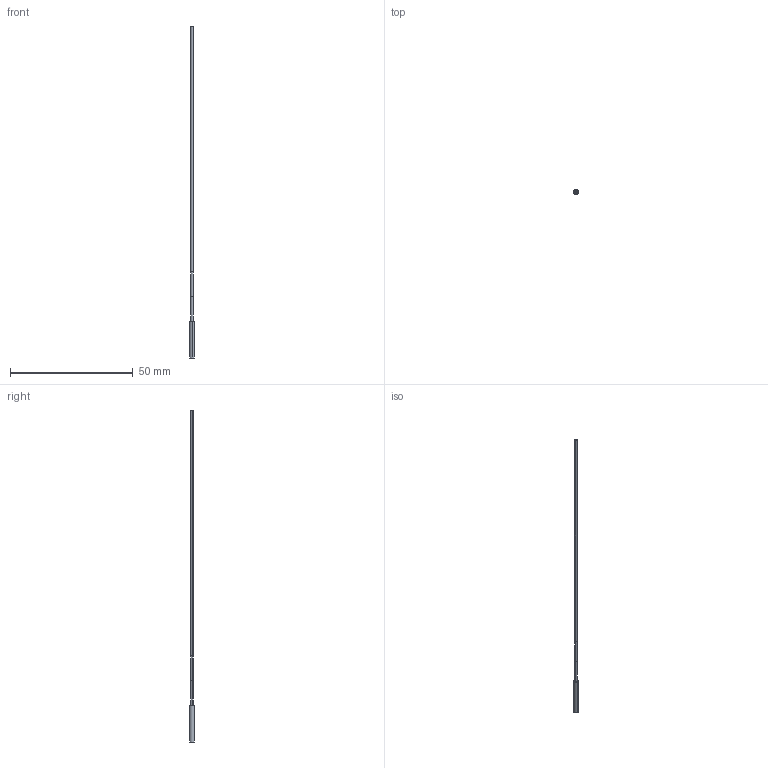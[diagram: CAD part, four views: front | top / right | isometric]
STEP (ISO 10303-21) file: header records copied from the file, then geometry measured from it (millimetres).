
FILE_DESCRIPTION((''),'2;1');
FILE_NAME('188730_ASM','2016-01-12T',('pdmadmin'),(''),'PRO/ENGINEER BY PARAMETRIC TECHNOLOGY CORPORATION, 2013230','PRO/ENGINEER BY PARAMETRIC TECHNOLOGY CORPORATION, 2013230','');
FILE_SCHEMA(('CONFIG_CONTROL_DESIGN'));
Length unit declared in the file: inch
Products named in the file (5): 39286; 30800; FIBER_CORE_010_0-25; 42821_ASM; 188730_ASM
Assembly tree (4 placements, depth 3):
  188730_ASM
    42821_ASM
      39286
      30800
      FIBER_CORE_010_0-25
Bounding box: 2.03 x 2.03 x 134.99 mm (x, y, z)
Volume: 135.3 mm3; surface area: 636.9 mm2
Topology: 3 solids, 4 shells, 32 faces, 62 edges, 36 vertices
Faces by surface type: cylinder 18, plane 6, cone 4, bspline 4
Entity records: 1135 total; most frequent: CARTESIAN_POINT 328, DIRECTION 178, ORIENTED_EDGE 120, AXIS2_PLACEMENT_3D 78, EDGE_CURVE 62, VERTEX_POINT 36, CIRCLE 36, EDGE_LOOP 34
